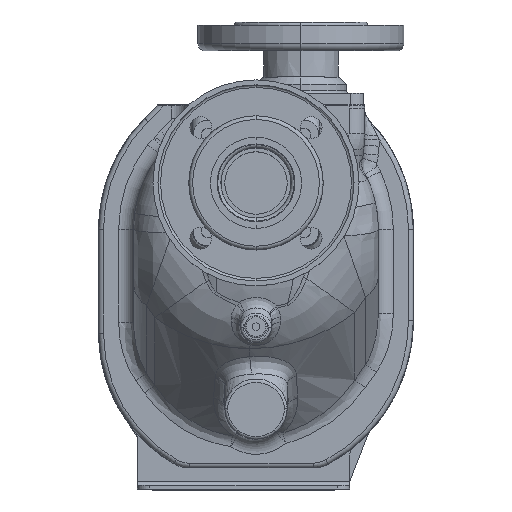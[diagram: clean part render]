
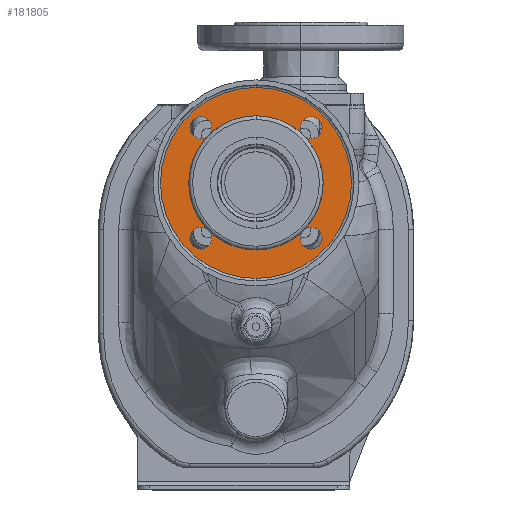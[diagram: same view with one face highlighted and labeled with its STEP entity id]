
A CAD part, top view. The second image highlights one B-rep face of the part: STEP entity #181805.
In plain terms, the highlighted planar face has unit normal (0, 0, 1).
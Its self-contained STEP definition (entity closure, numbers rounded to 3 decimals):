
#78097=CARTESIAN_POINT('',(10.,225.,256.5));
#78098=DIRECTION('',(0.,0.,1.));
#78099=DIRECTION('',(0.,-1.,0.));
#78100=AXIS2_PLACEMENT_3D('',#78097,#78098,#78099);
#78112=CARTESIAN_POINT('',(10.,225.,256.5));
#78113=DIRECTION('',(0.,0.,-1.));
#78114=DIRECTION('',(0.,-1.,0.));
#78115=AXIS2_PLACEMENT_3D('',#78112,#78113,#78114);
#78117=CARTESIAN_POINT('',(54.194,269.194,256.5));
#78118=DIRECTION('',(0.,0.,-1.));
#78119=DIRECTION('',(0.,-1.,0.));
#78120=AXIS2_PLACEMENT_3D('',#78117,#78118,#78119);
#78122=CARTESIAN_POINT('',(54.194,269.194,256.5));
#78123=DIRECTION('',(0.,0.,-1.));
#78124=DIRECTION('',(0.,1.,0.));
#78125=AXIS2_PLACEMENT_3D('',#78122,#78123,#78124);
#78127=CARTESIAN_POINT('',(54.194,269.194,256.5));
#78128=DIRECTION('',(0.,0.,-1.));
#78129=DIRECTION('',(-0.707,-0.707,0.));
#78130=AXIS2_PLACEMENT_3D('',#78127,#78128,#78129);
#78132=CARTESIAN_POINT('',(-34.194,269.194,256.5));
#78133=DIRECTION('',(0.,0.,-1.));
#78134=DIRECTION('',(1.,0.,0.));
#78135=AXIS2_PLACEMENT_3D('',#78132,#78133,#78134);
#78137=CARTESIAN_POINT('',(-34.194,269.194,256.5));
#78138=DIRECTION('',(0.,0.,-1.));
#78139=DIRECTION('',(-1.,0.,0.));
#78140=AXIS2_PLACEMENT_3D('',#78137,#78138,#78139);
#78142=CARTESIAN_POINT('',(-34.194,269.194,256.5));
#78143=DIRECTION('',(0.,0.,-1.));
#78144=DIRECTION('',(0.707,-0.707,0.));
#78145=AXIS2_PLACEMENT_3D('',#78142,#78143,#78144);
#78147=CARTESIAN_POINT('',(-34.194,180.806,256.5));
#78148=DIRECTION('',(0.,0.,-1.));
#78149=DIRECTION('',(0.,1.,0.));
#78150=AXIS2_PLACEMENT_3D('',#78147,#78148,#78149);
#78152=CARTESIAN_POINT('',(-34.194,180.806,256.5));
#78153=DIRECTION('',(0.,0.,-1.));
#78154=DIRECTION('',(0.,-1.,0.));
#78155=AXIS2_PLACEMENT_3D('',#78152,#78153,#78154);
#78157=CARTESIAN_POINT('',(-34.194,180.806,256.5));
#78158=DIRECTION('',(0.,0.,-1.));
#78159=DIRECTION('',(0.707,0.707,0.));
#78160=AXIS2_PLACEMENT_3D('',#78157,#78158,#78159);
#78162=CARTESIAN_POINT('',(54.194,180.806,256.5));
#78163=DIRECTION('',(0.,0.,-1.));
#78164=DIRECTION('',(-1.,0.,0.));
#78165=AXIS2_PLACEMENT_3D('',#78162,#78163,#78164);
#78167=CARTESIAN_POINT('',(54.194,180.806,256.5));
#78168=DIRECTION('',(0.,0.,-1.));
#78169=DIRECTION('',(1.,0.,0.));
#78170=AXIS2_PLACEMENT_3D('',#78167,#78168,#78169);
#78172=CARTESIAN_POINT('',(54.194,180.806,256.5));
#78173=DIRECTION('',(0.,0.,-1.));
#78174=DIRECTION('',(-0.707,0.707,0.));
#78175=AXIS2_PLACEMENT_3D('',#78172,#78173,#78174);
#78185=CARTESIAN_POINT('',(10.,225.,256.5));
#78186=DIRECTION('',(0.,0.,1.));
#78187=DIRECTION('',(0.707,-0.707,0.));
#78188=AXIS2_PLACEMENT_3D('',#78185,#78186,#78187);
#78190=CARTESIAN_POINT('',(10.,225.,256.5));
#78191=DIRECTION('',(0.,0.,1.));
#78192=DIRECTION('',(0.,-1.,0.));
#78193=AXIS2_PLACEMENT_3D('',#78190,#78191,#78192);
#78200=CARTESIAN_POINT('',(10.,225.,256.5));
#78201=DIRECTION('',(0.,0.,1.));
#78202=DIRECTION('',(0.707,0.707,0.));
#78203=AXIS2_PLACEMENT_3D('',#78200,#78201,#78202);
#78205=CARTESIAN_POINT('',(10.,225.,256.5));
#78206=DIRECTION('',(0.,0.,1.));
#78207=DIRECTION('',(-0.707,0.707,0.));
#78208=AXIS2_PLACEMENT_3D('',#78205,#78206,#78207);
#78210=CARTESIAN_POINT('',(10.,225.,256.5));
#78211=DIRECTION('',(0.,0.,1.));
#78212=DIRECTION('',(0.,1.,0.));
#78213=AXIS2_PLACEMENT_3D('',#78210,#78211,#78212);
#78228=CARTESIAN_POINT('',(10.,225.,256.5));
#78229=DIRECTION('',(0.,0.,1.));
#78230=DIRECTION('',(-0.707,-0.707,0.));
#78231=AXIS2_PLACEMENT_3D('',#78228,#78229,#78230);
#85331=CARTESIAN_POINT('',(10.,148.5,256.5));
#85333=VERTEX_POINT('',#85331);
#85351=CARTESIAN_POINT('',(10.,301.5,256.5));
#85353=VERTEX_POINT('',#85351);
#85379=CARTESIAN_POINT('',(10.,171.25,256.5));
#85380=VERTEX_POINT('',#85379);
#85381=CARTESIAN_POINT('',(10.,278.75,256.5));
#85382=VERTEX_POINT('',#85381);
#85383=CARTESIAN_POINT('',(-25.444,269.194,256.5));
#85384=CARTESIAN_POINT('',(-28.007,263.007,256.5));
#85385=VERTEX_POINT('',#85383);
#85386=VERTEX_POINT('',#85384);
#85387=CARTESIAN_POINT('',(-42.944,269.194,256.5));
#85388=VERTEX_POINT('',#85387);
#85393=CARTESIAN_POINT('',(-34.194,189.556,256.5));
#85394=CARTESIAN_POINT('',(-28.007,186.993,256.5));
#85395=VERTEX_POINT('',#85393);
#85396=VERTEX_POINT('',#85394);
#85397=CARTESIAN_POINT('',(-34.194,172.056,256.5));
#85398=VERTEX_POINT('',#85397);
#85403=CARTESIAN_POINT('',(45.444,180.806,256.5));
#85404=CARTESIAN_POINT('',(48.007,186.993,256.5));
#85405=VERTEX_POINT('',#85403);
#85406=VERTEX_POINT('',#85404);
#85407=CARTESIAN_POINT('',(62.944,180.806,256.5));
#85408=VERTEX_POINT('',#85407);
#85413=CARTESIAN_POINT('',(54.194,260.444,256.5));
#85414=CARTESIAN_POINT('',(48.007,263.007,256.5));
#85415=VERTEX_POINT('',#85413);
#85416=VERTEX_POINT('',#85414);
#85417=CARTESIAN_POINT('',(54.194,277.944,256.5));
#85418=VERTEX_POINT('',#85417);
#181758=CARTESIAN_POINT('',(10.,225.,256.5));
#181759=DIRECTION('',(0.,0.,1.));
#181760=DIRECTION('',(0.,1.,0.));
#181761=AXIS2_PLACEMENT_3D('',#181758,#181759,#181760);
#181762=PLANE('',#181761);
#181763=ORIENTED_EDGE('',*,*,#181737,.F.);
#181764=ORIENTED_EDGE('',*,*,#181753,.T.);
#181765=EDGE_LOOP('',(#181763,#181764));
#181766=FACE_OUTER_BOUND('',#181765,.F.);
#181768=ORIENTED_EDGE('',*,*,#181767,.F.);
#181770=ORIENTED_EDGE('',*,*,#181769,.F.);
#181772=ORIENTED_EDGE('',*,*,#181771,.F.);
#181774=ORIENTED_EDGE('',*,*,#181773,.T.);
#181776=ORIENTED_EDGE('',*,*,#181775,.T.);
#181778=ORIENTED_EDGE('',*,*,#181777,.F.);
#181780=ORIENTED_EDGE('',*,*,#181779,.F.);
#181782=ORIENTED_EDGE('',*,*,#181781,.F.);
#181784=ORIENTED_EDGE('',*,*,#181783,.T.);
#181786=ORIENTED_EDGE('',*,*,#181785,.F.);
#181788=ORIENTED_EDGE('',*,*,#181787,.F.);
#181790=ORIENTED_EDGE('',*,*,#181789,.F.);
#181792=ORIENTED_EDGE('',*,*,#181791,.T.);
#181794=ORIENTED_EDGE('',*,*,#181793,.T.);
#181796=ORIENTED_EDGE('',*,*,#181795,.F.);
#181798=ORIENTED_EDGE('',*,*,#181797,.F.);
#181800=ORIENTED_EDGE('',*,*,#181799,.F.);
#181802=ORIENTED_EDGE('',*,*,#181801,.T.);
#181803=EDGE_LOOP('',(#181768,#181770,#181772,#181774,#181776,#181778,#181780,
#181782,#181784,#181786,#181788,#181790,#181792,#181794,#181796,#181798,#181800,
#181802));
#181804=FACE_BOUND('',#181803,.F.);
#181805=ADVANCED_FACE('',(#181766,#181804),#181762,.T.);
#78101=CIRCLE('',#78100,76.5);
#78116=CIRCLE('',#78115,76.5);
#78121=CIRCLE('',#78120,8.75);
#78126=CIRCLE('',#78125,8.75);
#78131=CIRCLE('',#78130,8.75);
#78136=CIRCLE('',#78135,8.75);
#78141=CIRCLE('',#78140,8.75);
#78146=CIRCLE('',#78145,8.75);
#78151=CIRCLE('',#78150,8.75);
#78156=CIRCLE('',#78155,8.75);
#78161=CIRCLE('',#78160,8.75);
#78166=CIRCLE('',#78165,8.75);
#78171=CIRCLE('',#78170,8.75);
#78176=CIRCLE('',#78175,8.75);
#78189=CIRCLE('',#78188,53.75);
#78194=CIRCLE('',#78193,53.75);
#78204=CIRCLE('',#78203,53.75);
#78209=CIRCLE('',#78208,53.75);
#78214=CIRCLE('',#78213,53.75);
#78232=CIRCLE('',#78231,53.75);
#181737=EDGE_CURVE('',#85333,#85353,#78101,.T.);
#181753=EDGE_CURVE('',#85333,#85353,#78116,.T.);
#181767=EDGE_CURVE('',#85415,#85416,#78121,.T.);
#181769=EDGE_CURVE('',#85418,#85415,#78126,.T.);
#181771=EDGE_CURVE('',#85416,#85418,#78131,.T.);
#181773=EDGE_CURVE('',#85416,#85382,#78204,.T.);
#181775=EDGE_CURVE('',#85382,#85386,#78214,.T.);
#181777=EDGE_CURVE('',#85385,#85386,#78136,.T.);
#181779=EDGE_CURVE('',#85388,#85385,#78141,.T.);
#181781=EDGE_CURVE('',#85386,#85388,#78146,.T.);
#181783=EDGE_CURVE('',#85386,#85396,#78209,.T.);
#181785=EDGE_CURVE('',#85395,#85396,#78151,.T.);
#181787=EDGE_CURVE('',#85398,#85395,#78156,.T.);
#181789=EDGE_CURVE('',#85396,#85398,#78161,.T.);
#181791=EDGE_CURVE('',#85396,#85380,#78232,.T.);
#181793=EDGE_CURVE('',#85380,#85406,#78194,.T.);
#181795=EDGE_CURVE('',#85405,#85406,#78166,.T.);
#181797=EDGE_CURVE('',#85408,#85405,#78171,.T.);
#181799=EDGE_CURVE('',#85406,#85408,#78176,.T.);
#181801=EDGE_CURVE('',#85406,#85416,#78189,.T.);
